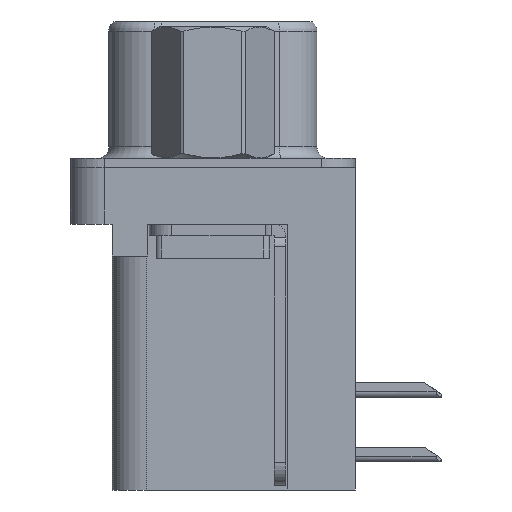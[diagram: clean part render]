
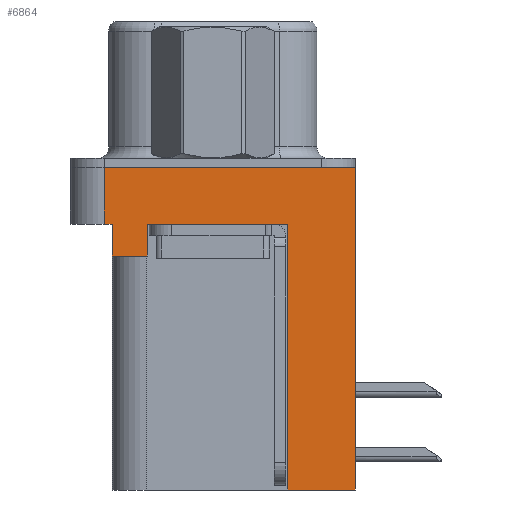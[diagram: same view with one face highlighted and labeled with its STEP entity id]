
A CAD part, left-side view. The second image highlights one B-rep face of the part: STEP entity #6864.
In plain terms, the highlighted planar face has unit normal (-1, 0, 0).
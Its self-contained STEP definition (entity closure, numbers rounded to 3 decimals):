
#140 = CARTESIAN_POINT ( 'NONE',  ( -2.91, -3.295, -14.2 ) ) ;
#823 = ORIENTED_EDGE ( 'NONE', *, *, #16943, .T. ) ;
#1067 = ORIENTED_EDGE ( 'NONE', *, *, #16305, .F. ) ;
#1993 = VECTOR ( 'NONE', #10465, 1000. ) ;
#2015 = VERTEX_POINT ( 'NONE', #5034 ) ;
#2610 = EDGE_CURVE ( 'NONE', #6305, #2715, #9639, .T. ) ;
#2715 = VERTEX_POINT ( 'NONE', #13362 ) ;
#2897 = DIRECTION ( 'NONE',  ( 0., -1., 0. ) ) ;
#3185 = CARTESIAN_POINT ( 'NONE',  ( -2.91, 4.425, -2.5 ) ) ;
#3343 = DIRECTION ( 'NONE',  ( 0., 0., 1. ) ) ;
#3489 = DIRECTION ( 'NONE',  ( 0., 0., 1. ) ) ;
#3733 = AXIS2_PLACEMENT_3D ( 'NONE', #11342, #17953, #3343 ) ;
#3890 = CARTESIAN_POINT ( 'NONE',  ( -2.91, 4.775, -2.5 ) ) ;
#3957 = LINE ( 'NONE', #20187, #1993 ) ;
#3995 = EDGE_CURVE ( 'NONE', #2015, #18066, #9558, .T. ) ;
#4167 = CARTESIAN_POINT ( 'NONE',  ( -2.91, -3.295, -2.5 ) ) ;
#4203 = LINE ( 'NONE', #7407, #19804 ) ;
#4313 = LINE ( 'NONE', #18515, #16593 ) ;
#4326 = LINE ( 'NONE', #17352, #13627 ) ;
#4349 = EDGE_CURVE ( 'NONE', #8964, #6708, #4203, .T. ) ;
#4400 = CARTESIAN_POINT ( 'NONE',  ( -2.91, -6.275, -2.5 ) ) ;
#5034 = CARTESIAN_POINT ( 'NONE',  ( -2.91, 2.895, -2.5 ) ) ;
#5038 = DIRECTION ( 'NONE',  ( 0., 1., 0. ) ) ;
#5077 = VECTOR ( 'NONE', #3489, 1000. ) ;
#5896 = CARTESIAN_POINT ( 'NONE',  ( -2.91, -6.275, -2.5 ) ) ;
#6007 = EDGE_CURVE ( 'NONE', #16565, #2015, #14515, .T. ) ;
#6305 = VERTEX_POINT ( 'NONE', #8124 ) ;
#6684 = VECTOR ( 'NONE', #5038, 1000. ) ;
#6708 = VERTEX_POINT ( 'NONE', #6786 ) ;
#6786 = CARTESIAN_POINT ( 'NONE',  ( -2.91, -6.275, 0. ) ) ;
#6864 = ADVANCED_FACE ( 'NONE', ( #8040 ), #11443, .T. ) ;
#7379 = VECTOR ( 'NONE', #2897, 1000. ) ;
#7407 = CARTESIAN_POINT ( 'NONE',  ( -2.91, -6.275, 0. ) ) ;
#8040 = FACE_OUTER_BOUND ( 'NONE', #8659, .T. ) ;
#8121 = EDGE_CURVE ( 'NONE', #16491, #11397, #3957, .T. ) ;
#8124 = CARTESIAN_POINT ( 'NONE',  ( -2.91, -6.275, -14.2 ) ) ;
#8387 = EDGE_CURVE ( 'NONE', #2715, #18066, #10208, .T. ) ;
#8659 = EDGE_LOOP ( 'NONE', ( #14999, #16110, #823, #14718, #1067, #14737, #20278, #9260, #20437, #19157 ) ) ;
#8807 = EDGE_CURVE ( 'NONE', #9033, #8964, #4326, .T. ) ;
#8964 = VERTEX_POINT ( 'NONE', #18082 ) ;
#9033 = VERTEX_POINT ( 'NONE', #3890 ) ;
#9197 = DIRECTION ( 'NONE',  ( 0., 0., 1. ) ) ;
#9260 = ORIENTED_EDGE ( 'NONE', *, *, #8387, .F. ) ;
#9558 = LINE ( 'NONE', #17766, #11557 ) ;
#9639 = LINE ( 'NONE', #140, #6684 ) ;
#10208 = LINE ( 'NONE', #16713, #5077 ) ;
#10465 = DIRECTION ( 'NONE',  ( 0., 0., 1. ) ) ;
#10709 = DIRECTION ( 'NONE',  ( 0., -1., 0. ) ) ;
#10908 = DIRECTION ( 'NONE',  ( 0., 0., 1. ) ) ;
#10931 = CARTESIAN_POINT ( 'NONE',  ( -2.91, 2.895, -3.9 ) ) ;
#11109 = LINE ( 'NONE', #4400, #13208 ) ;
#11342 = CARTESIAN_POINT ( 'NONE',  ( -2.91, -6.275, -2.5 ) ) ;
#11397 = VERTEX_POINT ( 'NONE', #3185 ) ;
#11443 = PLANE ( 'NONE',  #3733 ) ;
#11557 = VECTOR ( 'NONE', #12971, 1000. ) ;
#12745 = CARTESIAN_POINT ( 'NONE',  ( -2.91, 4.425, -3.9 ) ) ;
#12971 = DIRECTION ( 'NONE',  ( 0., -1., 0. ) ) ;
#13208 = VECTOR ( 'NONE', #10908, 1000. ) ;
#13362 = CARTESIAN_POINT ( 'NONE',  ( -2.91, -3.295, -14.2 ) ) ;
#13627 = VECTOR ( 'NONE', #14565, 1000. ) ;
#14209 = LINE ( 'NONE', #5896, #7379 ) ;
#14515 = LINE ( 'NONE', #17511, #20343 ) ;
#14565 = DIRECTION ( 'NONE',  ( 0., 0., 1. ) ) ;
#14718 = ORIENTED_EDGE ( 'NONE', *, *, #8121, .F. ) ;
#14737 = ORIENTED_EDGE ( 'NONE', *, *, #6007, .T. ) ;
#14999 = ORIENTED_EDGE ( 'NONE', *, *, #4349, .F. ) ;
#15634 = DIRECTION ( 'NONE',  ( 0., 1., 0. ) ) ;
#16110 = ORIENTED_EDGE ( 'NONE', *, *, #8807, .F. ) ;
#16305 = EDGE_CURVE ( 'NONE', #16565, #16491, #4313, .T. ) ;
#16491 = VERTEX_POINT ( 'NONE', #12745 ) ;
#16565 = VERTEX_POINT ( 'NONE', #10931 ) ;
#16593 = VECTOR ( 'NONE', #15634, 1000. ) ;
#16713 = CARTESIAN_POINT ( 'NONE',  ( -2.91, -3.295, -14.2 ) ) ;
#16943 = EDGE_CURVE ( 'NONE', #9033, #11397, #14209, .T. ) ;
#17028 = EDGE_CURVE ( 'NONE', #6305, #6708, #11109, .T. ) ;
#17352 = CARTESIAN_POINT ( 'NONE',  ( -2.91, 4.775, -2.5 ) ) ;
#17511 = CARTESIAN_POINT ( 'NONE',  ( -2.91, 2.895, -3.9 ) ) ;
#17766 = CARTESIAN_POINT ( 'NONE',  ( -2.91, -6.275, -2.5 ) ) ;
#17953 = DIRECTION ( 'NONE',  ( -1., 0., 0. ) ) ;
#18066 = VERTEX_POINT ( 'NONE', #4167 ) ;
#18082 = CARTESIAN_POINT ( 'NONE',  ( -2.91, 4.775, 0. ) ) ;
#18515 = CARTESIAN_POINT ( 'NONE',  ( -2.91, 4.425, -3.9 ) ) ;
#19157 = ORIENTED_EDGE ( 'NONE', *, *, #17028, .T. ) ;
#19804 = VECTOR ( 'NONE', #10709, 1000. ) ;
#20187 = CARTESIAN_POINT ( 'NONE',  ( -2.91, 4.425, -3.9 ) ) ;
#20278 = ORIENTED_EDGE ( 'NONE', *, *, #3995, .T. ) ;
#20343 = VECTOR ( 'NONE', #9197, 1000. ) ;
#20437 = ORIENTED_EDGE ( 'NONE', *, *, #2610, .F. ) ;
